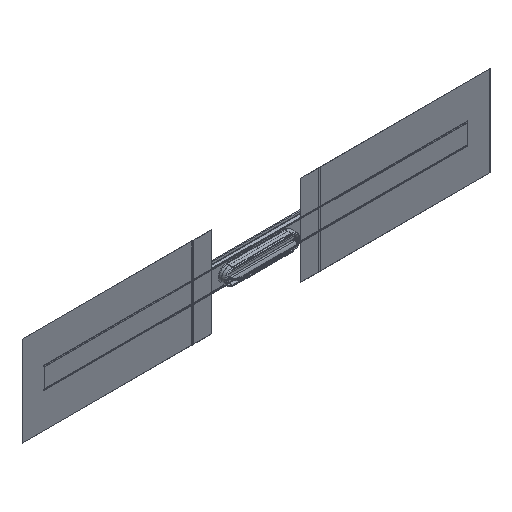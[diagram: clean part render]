
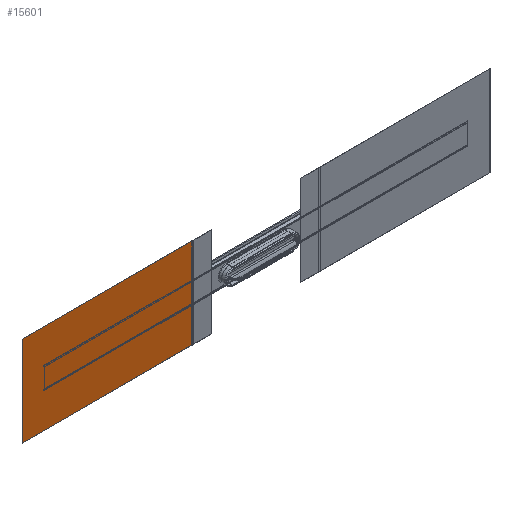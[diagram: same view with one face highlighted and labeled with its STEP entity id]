
A CAD part, isometric view. The second image highlights one B-rep face of the part: STEP entity #15601.
In plain terms, the highlighted planar face has unit normal (0, -1, 0).
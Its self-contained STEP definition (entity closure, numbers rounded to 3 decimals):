
#15562=CARTESIAN_POINT('Axis2P3D Location',(0.,0.,0.)) ;
#15567=CARTESIAN_POINT('Line Origine',(-55.,0.,0.)) ;
#15571=CARTESIAN_POINT('Vertex',(-55.,0.,126.535)) ;
#15573=CARTESIAN_POINT('Vertex',(-55.,0.,-126.535)) ;
#15576=CARTESIAN_POINT('Line Origine',(-293.5,0.,126.535)) ;
#15580=CARTESIAN_POINT('Vertex',(-532.,0.,126.535)) ;
#15583=CARTESIAN_POINT('Line Origine',(-532.,0.,0.)) ;
#15587=CARTESIAN_POINT('Vertex',(-532.,0.,-126.535)) ;
#15590=CARTESIAN_POINT('Line Origine',(-293.5,0.,-126.535)) ;
#15569=VECTOR('Line Direction',#15568,1.) ;
#15578=VECTOR('Line Direction',#15577,1.) ;
#15585=VECTOR('Line Direction',#15584,1.) ;
#15592=VECTOR('Line Direction',#15591,1.) ;
#15563=DIRECTION('Axis2P3D Direction',(-0.,1.,0.)) ;
#15564=DIRECTION('Axis2P3D XDirection',(1.,0.,0.)) ;
#15568=DIRECTION('Vector Direction',(0.,0.,-1.)) ;
#15577=DIRECTION('Vector Direction',(1.,0.,0.)) ;
#15584=DIRECTION('Vector Direction',(0.,0.,1.)) ;
#15591=DIRECTION('Vector Direction',(-1.,0.,0.)) ;
#15565=AXIS2_PLACEMENT_3D('Plane Axis2P3D',#15562,#15563,#15564) ;
#15570=LINE('Line',#15567,#15569) ;
#15579=LINE('Line',#15576,#15578) ;
#15586=LINE('Line',#15583,#15585) ;
#15593=LINE('Line',#15590,#15592) ;
#15566=PLANE('',#15565) ;
#15575=EDGE_CURVE('',#15572,#15574,#15570,.T.) ;
#15582=EDGE_CURVE('',#15581,#15572,#15579,.T.) ;
#15589=EDGE_CURVE('',#15588,#15581,#15586,.T.) ;
#15594=EDGE_CURVE('',#15574,#15588,#15593,.T.) ;
#15596=ORIENTED_EDGE('',*,*,#15575,.F.) ;
#15597=ORIENTED_EDGE('',*,*,#15582,.F.) ;
#15598=ORIENTED_EDGE('',*,*,#15589,.F.) ;
#15599=ORIENTED_EDGE('',*,*,#15594,.F.) ;
#15595=EDGE_LOOP('',(#15596,#15597,#15598,#15599)) ;
#15572=VERTEX_POINT('',#15571) ;
#15574=VERTEX_POINT('',#15573) ;
#15581=VERTEX_POINT('',#15580) ;
#15588=VERTEX_POINT('',#15587) ;
#15601=ADVANCED_FACE('Hauptk\X2\00F6\X0\rper',(#15600),#15566,.F.) ;
#15600=FACE_OUTER_BOUND('',#15595,.T.) ;
